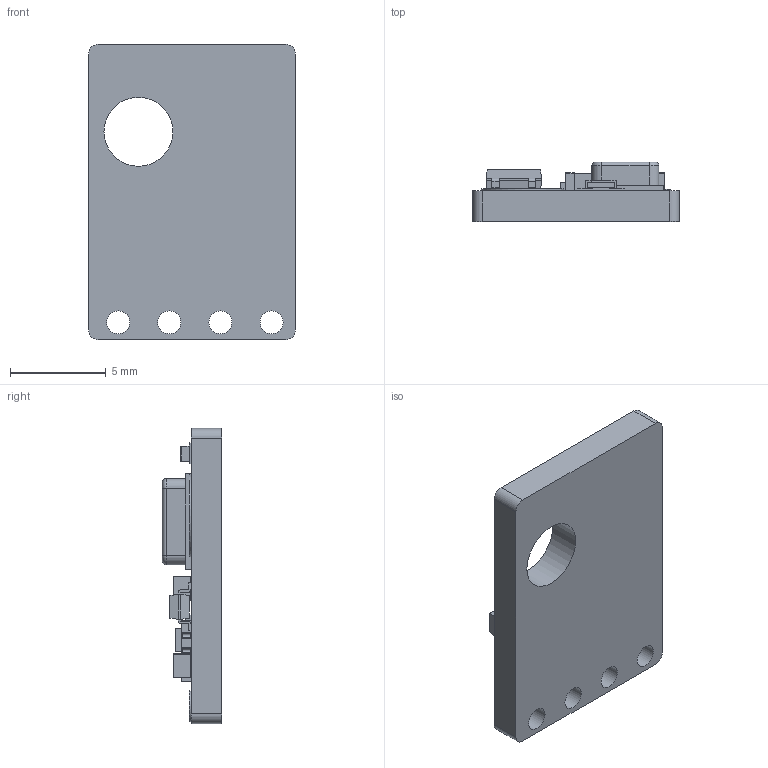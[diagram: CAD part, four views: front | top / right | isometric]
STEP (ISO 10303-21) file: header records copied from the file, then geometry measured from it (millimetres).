
FILE_DESCRIPTION(/* description */ (''),/* implementation_level */ '2;1');
FILE_NAME(/* name */ 'AHT0 module v3.step',/* time_stamp */ '2022-11-28T17:27:31-03:00',/* author */ (''),/* organization */ (''),/* preprocessor_version */ 'ST-DEVELOPER v19.2',/* originating_system */ 'Autodesk Translation Framework v11.17.0.187',/* authorisation */ '');
FILE_SCHEMA (('AUTOMOTIVE_DESIGN { 1 0 10303 214 3 1 1 }'));
Length unit declared in the file: millimetre
Products named in the file (6): AHT0 module; AHT10; cay16-103j4lf; 3-1879460-6; LD051A121KAB2A; BSS138
Assembly tree (7 placements, depth 2):
  AHT0 module
    AHT10
    LD051A121KAB2A  x3
    cay16-103j4lf
    3-1879460-6
    BSS138
Bounding box: 10.8 x 3.1 x 15.4 mm (x, y, z)
Volume: 285.8 mm3; surface area: 598.5 mm2
Topology: 21 solids, 21 shells, 565 faces, 1421 edges, 898 vertices
Faces by surface type: plane 371, cylinder 146, sphere 24, bspline 20, torus 4
Full cylindrical faces by diameter (mm): 0.15 x2, 0.8 x1, 0.829 x1, 1.2 x4, 1.6 x4, 3.6 x1, 4.3 x1
Entity records: 15137 total; most frequent: CARTESIAN_POINT 3654, ORIENTED_EDGE 2330, DIRECTION 2199, EDGE_CURVE 1165, LINE 949, VECTOR 949, VERTEX_POINT 762, AXIS2_PLACEMENT_3D 625
